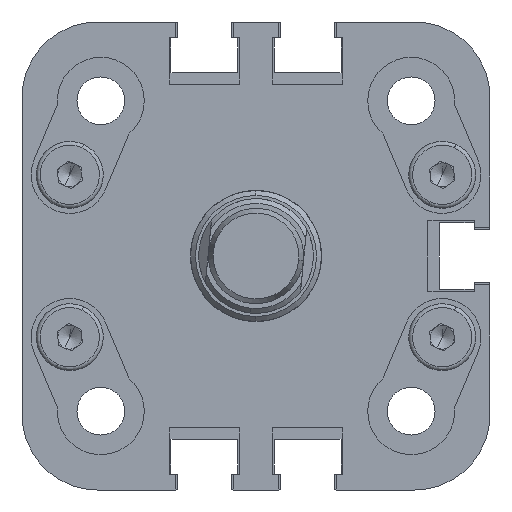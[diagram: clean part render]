
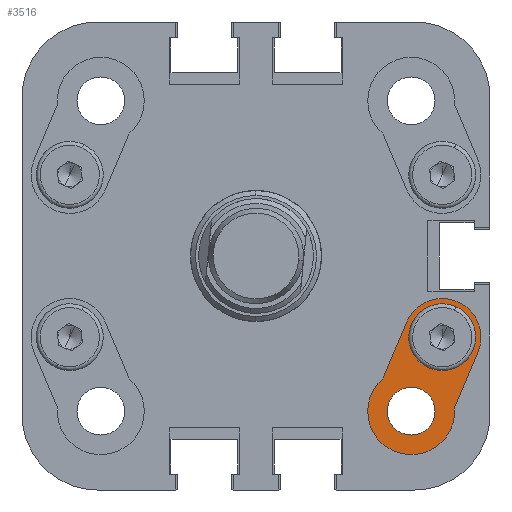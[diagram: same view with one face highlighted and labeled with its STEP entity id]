
A CAD part, left-side view. The second image highlights one B-rep face of the part: STEP entity #3516.
In plain terms, the highlighted face is planar.
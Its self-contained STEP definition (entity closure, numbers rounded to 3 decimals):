
#194 = DIRECTION ( 'NONE',  ( -1., 0., 0. ) ) ;
#389 = CARTESIAN_POINT ( 'NONE',  ( -4.5, -19.5, 11.15 ) ) ;
#736 = VERTEX_POINT ( 'NONE', #14093 ) ;
#799 = DIRECTION ( 'NONE',  ( 1., 0., 0. ) ) ;
#809 = EDGE_CURVE ( 'NONE', #14728, #736, #20316, .T. ) ;
#892 = CIRCLE ( 'NONE', #16912, 4.05 ) ;
#1309 = CIRCLE ( 'NONE', #12819, 4.05 ) ;
#1572 = EDGE_LOOP ( 'NONE', ( #15788, #9068 ) ) ;
#1683 = EDGE_CURVE ( 'NONE', #7194, #20027, #6281, .T. ) ;
#1730 = CARTESIAN_POINT ( 'NONE',  ( -4.5, -19.5, 8.5 ) ) ;
#1745 = FACE_BOUND ( 'NONE', #1572, .T. ) ;
#1931 = DIRECTION ( 'NONE',  ( 0., 0., -1. ) ) ;
#2206 = EDGE_CURVE ( 'NONE', #18207, #9996, #10840, .T. ) ;
#2394 = ORIENTED_EDGE ( 'NONE', *, *, #17912, .T. ) ;
#2406 = AXIS2_PLACEMENT_3D ( 'NONE', #21194, #799, #21080 ) ;
#2758 = CARTESIAN_POINT ( 'NONE',  ( -4.5, -16.25, 16.25 ) ) ;
#3023 = AXIS2_PLACEMENT_3D ( 'NONE', #15874, #5742, #15775 ) ;
#3152 = DIRECTION ( 'NONE',  ( 1., 0., 0. ) ) ;
#3418 = ORIENTED_EDGE ( 'NONE', *, *, #16956, .T. ) ;
#3493 = FACE_BOUND ( 'NONE', #5424, .T. ) ;
#3516 = ADVANCED_FACE ( 'NONE', ( #3493, #1745, #11664 ), #15135, .F. ) ;
#4733 = AXIS2_PLACEMENT_3D ( 'NONE', #13042, #19693, #19824 ) ;
#5344 = VERTEX_POINT ( 'NONE', #5821 ) ;
#5424 = EDGE_LOOP ( 'NONE', ( #10205, #19863 ) ) ;
#5652 = DIRECTION ( 'NONE',  ( 0., 0., -1. ) ) ;
#5742 = DIRECTION ( 'NONE',  ( 1., 0., 0. ) ) ;
#5821 = CARTESIAN_POINT ( 'NONE',  ( -4.5, -20.787, 15.904 ) ) ;
#6281 = CIRCLE ( 'NONE', #17425, 2.65 ) ;
#6347 = CARTESIAN_POINT ( 'NONE',  ( -4.5, -16.25, 18.75 ) ) ;
#6375 = CARTESIAN_POINT ( 'NONE',  ( -4.5, -16.25, 13.75 ) ) ;
#6768 = CARTESIAN_POINT ( 'NONE',  ( -4.5, -19.5, 5.85 ) ) ;
#6849 = CIRCLE ( 'NONE', #3023, 4.55 ) ;
#6978 = VERTEX_POINT ( 'NONE', #9543 ) ;
#7194 = VERTEX_POINT ( 'NONE', #389 ) ;
#7233 = EDGE_LOOP ( 'NONE', ( #8132, #16237, #2394, #20999, #3418 ) ) ;
#8056 = VECTOR ( 'NONE', #13782, 1000. ) ;
#8132 = ORIENTED_EDGE ( 'NONE', *, *, #13054, .F. ) ;
#8703 = DIRECTION ( 'NONE',  ( 0., 0., 1. ) ) ;
#9068 = ORIENTED_EDGE ( 'NONE', *, *, #1683, .F. ) ;
#9543 = CARTESIAN_POINT ( 'NONE',  ( -4.5, -19.5, 4.45 ) ) ;
#9721 = EDGE_CURVE ( 'NONE', #20027, #7194, #14115, .T. ) ;
#9726 = EDGE_CURVE ( 'NONE', #12476, #6978, #892, .T. ) ;
#9996 = VERTEX_POINT ( 'NONE', #6347 ) ;
#10121 = CARTESIAN_POINT ( 'NONE',  ( -4.5, -19.5, 8.5 ) ) ;
#10205 = ORIENTED_EDGE ( 'NONE', *, *, #2206, .F. ) ;
#10316 = AXIS2_PLACEMENT_3D ( 'NONE', #13299, #194, #8703 ) ;
#10461 = DIRECTION ( 'NONE',  ( 1., 0., 0. ) ) ;
#10840 = CIRCLE ( 'NONE', #13265, 2.5 ) ;
#11664 = FACE_OUTER_BOUND ( 'NONE', #7233, .T. ) ;
#12476 = VERTEX_POINT ( 'NONE', #17362 ) ;
#12819 = AXIS2_PLACEMENT_3D ( 'NONE', #15365, #10461, #5652 ) ;
#13042 = CARTESIAN_POINT ( 'NONE',  ( -4.5, -19.5, 8.5 ) ) ;
#13054 = EDGE_CURVE ( 'NONE', #12476, #5344, #17066, .T. ) ;
#13265 = AXIS2_PLACEMENT_3D ( 'NONE', #2758, #19300, #16245 ) ;
#13299 = CARTESIAN_POINT ( 'NONE',  ( -4.5, -16.85, 8.5 ) ) ;
#13782 = DIRECTION ( 'NONE',  ( 0., -0.387, -0.922 ) ) ;
#13787 = CARTESIAN_POINT ( 'NONE',  ( -4.5, -19.985, 17.816 ) ) ;
#14093 = CARTESIAN_POINT ( 'NONE',  ( -4.5, -15.765, 6.934 ) ) ;
#14115 = CIRCLE ( 'NONE', #4733, 2.65 ) ;
#14187 = VECTOR ( 'NONE', #20435, 1000. ) ;
#14307 = CARTESIAN_POINT ( 'NONE',  ( -4.5, -13.317, 12.771 ) ) ;
#14362 = EDGE_CURVE ( 'NONE', #9996, #18207, #21193, .T. ) ;
#14728 = VERTEX_POINT ( 'NONE', #14307 ) ;
#15135 = PLANE ( 'NONE',  #10316 ) ;
#15365 = CARTESIAN_POINT ( 'NONE',  ( -4.5, -19.5, 8.5 ) ) ;
#15424 = CARTESIAN_POINT ( 'NONE',  ( -4.5, -12.515, 14.684 ) ) ;
#15775 = DIRECTION ( 'NONE',  ( 0., 0., -1. ) ) ;
#15788 = ORIENTED_EDGE ( 'NONE', *, *, #9721, .F. ) ;
#15874 = CARTESIAN_POINT ( 'NONE',  ( -4.5, -16.25, 16.25 ) ) ;
#16237 = ORIENTED_EDGE ( 'NONE', *, *, #9726, .T. ) ;
#16245 = DIRECTION ( 'NONE',  ( 0., 0., 1. ) ) ;
#16767 = DIRECTION ( 'NONE',  ( 1., 0., 0. ) ) ;
#16912 = AXIS2_PLACEMENT_3D ( 'NONE', #10121, #16767, #1931 ) ;
#16956 = EDGE_CURVE ( 'NONE', #14728, #5344, #6849, .T. ) ;
#17066 = LINE ( 'NONE', #13787, #14187 ) ;
#17362 = CARTESIAN_POINT ( 'NONE',  ( -4.5, -23.235, 10.066 ) ) ;
#17425 = AXIS2_PLACEMENT_3D ( 'NONE', #1730, #3152, #21342 ) ;
#17912 = EDGE_CURVE ( 'NONE', #6978, #736, #1309, .T. ) ;
#18207 = VERTEX_POINT ( 'NONE', #6375 ) ;
#19300 = DIRECTION ( 'NONE',  ( 1., 0., 0. ) ) ;
#19693 = DIRECTION ( 'NONE',  ( 1., 0., 0. ) ) ;
#19824 = DIRECTION ( 'NONE',  ( 0., 0., -1. ) ) ;
#19863 = ORIENTED_EDGE ( 'NONE', *, *, #14362, .F. ) ;
#20027 = VERTEX_POINT ( 'NONE', #6768 ) ;
#20316 = LINE ( 'NONE', #15424, #8056 ) ;
#20435 = DIRECTION ( 'NONE',  ( 0., 0.387, 0.922 ) ) ;
#20999 = ORIENTED_EDGE ( 'NONE', *, *, #809, .F. ) ;
#21080 = DIRECTION ( 'NONE',  ( 0., 0., 1. ) ) ;
#21193 = CIRCLE ( 'NONE', #2406, 2.5 ) ;
#21194 = CARTESIAN_POINT ( 'NONE',  ( -4.5, -16.25, 16.25 ) ) ;
#21342 = DIRECTION ( 'NONE',  ( 0., 0., -1. ) ) ;
